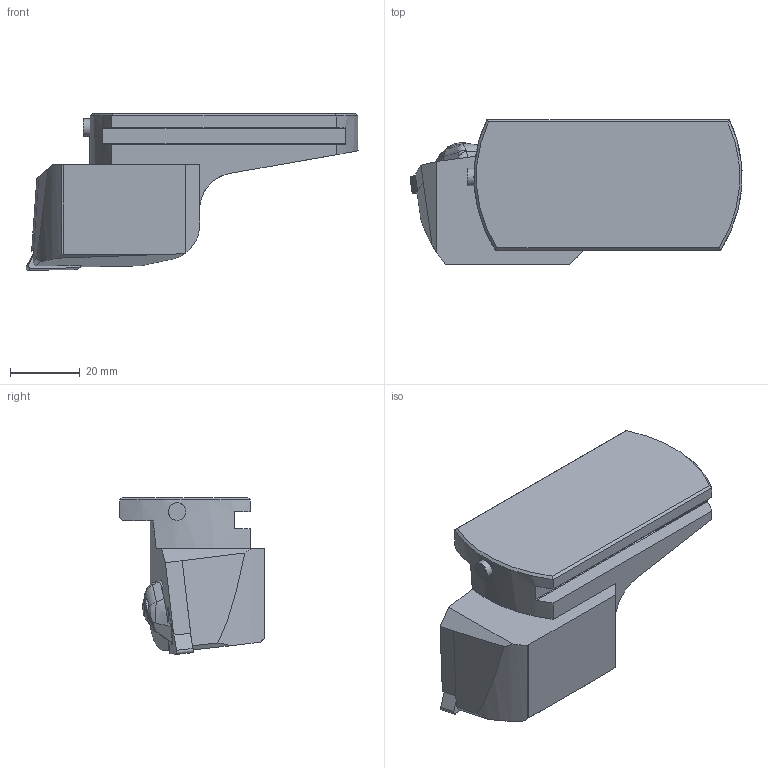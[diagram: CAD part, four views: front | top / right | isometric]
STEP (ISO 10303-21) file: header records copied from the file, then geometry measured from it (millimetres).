
FILE_DESCRIPTION(/* description */ (''),/* implementation_level */ '2;1');
FILE_NAME(/* name */ '1642500411608.stp',/* time_stamp */ '2022-01-18T15:37:10+05:00',/* author */ (''),/* organization */ ('SMS'),/* preprocessor_version */ 'ST-DEVELOPER v16.7',/* originating_system */ 'SIEMENS PLM Software NX 12.0',/* authorisation */ '');
FILE_SCHEMA (('AUTOMOTIVE_DESIGN { 1 0 10303 214 3 1 1 1 }'));
Length unit declared in the file: millimetre
Products named in the file (4): ASSEMBLY_CONSTRUCTION; IsoTurningInsert; 201819078mod000_01; 201819076mod000_01
Assembly tree (3 placements, depth 2):
  201819076mod000_01
    201819078mod000_01
    IsoTurningInsert
    ASSEMBLY_CONSTRUCTION
Bounding box: 95.33 x 41.5 x 45 mm (x, y, z)
Volume: 72317.5 mm3; surface area: 14622 mm2
Topology: 2 solids, 3 shells, 89 faces, 242 edges, 167 vertices
Faces by surface type: plane 50, cylinder 26, bspline 9, cone 3, sphere 1
Full cylindrical faces by diameter (mm): 3.81 x2, 4 x1, 5 x2, 6.4 x1
Entity records: 3432 total; most frequent: CARTESIAN_POINT 1101, ORIENTED_EDGE 458, DIRECTION 436, EDGE_CURVE 229, AXIS2_PLACEMENT_3D 162, VERTEX_POINT 154, LINE 112, VECTOR 112
